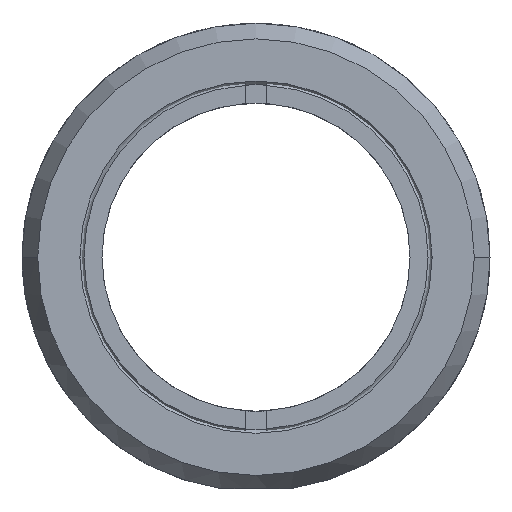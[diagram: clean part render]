
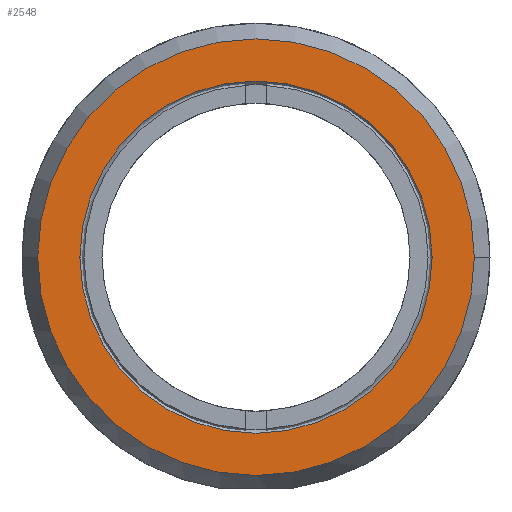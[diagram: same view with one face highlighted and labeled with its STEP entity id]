
A CAD part, top view. The second image highlights one B-rep face of the part: STEP entity #2548.
In plain terms, the highlighted planar face has unit normal (0, 0, 1).
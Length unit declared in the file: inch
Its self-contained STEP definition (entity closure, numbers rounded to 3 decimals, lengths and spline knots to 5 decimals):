
#148 = DIRECTION ( 'NONE',  ( 1., 0., 0. ) ) ;
#151 = DIRECTION ( 'NONE',  ( 0., 0., -1. ) ) ;
#153 = CARTESIAN_POINT ( 'NONE',  ( 173.8924, 221.70437, 0.5625 ) ) ;
#495 = DIRECTION ( 'NONE',  ( 1., 0., 0. ) ) ;
#496 = DIRECTION ( 'NONE',  ( 0., 0., 1. ) ) ;
#500 = CARTESIAN_POINT ( 'NONE',  ( 173.8924, 221.70437, 0.5625 ) ) ;
#501 = PLANE ( 'NONE',  #1630 ) ;
#771 = EDGE_LOOP ( 'NONE', ( #1415, #1413 ) ) ;
#772 = EDGE_LOOP ( 'NONE', ( #1411, #1412 ) ) ;
#990 = CIRCLE ( 'NONE', #1064, 1.28262 ) ;
#994 = AXIS2_PLACEMENT_3D ( 'NONE', #1755, #1764, #1760 ) ;
#1003 = CIRCLE ( 'NONE', #994, 1.035 ) ;
#1064 = AXIS2_PLACEMENT_3D ( 'NONE', #2005, #1771, #1960 ) ;
#1320 = VERTEX_POINT ( 'NONE', #2375 ) ;
#1323 = VERTEX_POINT ( 'NONE', #2372 ) ;
#1375 = FACE_OUTER_BOUND ( 'NONE', #772, .T. ) ;
#1380 = FACE_BOUND ( 'NONE', #771, .T. ) ;
#1411 = ORIENTED_EDGE ( 'NONE', *, *, #2629, .T. ) ;
#1412 = ORIENTED_EDGE ( 'NONE', *, *, #2450, .T. ) ;
#1413 = ORIENTED_EDGE ( 'NONE', *, *, #2538, .T. ) ;
#1415 = ORIENTED_EDGE ( 'NONE', *, *, #2657, .T. ) ;
#1429 = VERTEX_POINT ( 'NONE', #2356 ) ;
#1430 = VERTEX_POINT ( 'NONE', #2353 ) ;
#1547 = AXIS2_PLACEMENT_3D ( 'NONE', #153, #151, #148 ) ;
#1625 = AXIS2_PLACEMENT_3D ( 'NONE', #2232, #2231, #2230 ) ;
#1630 = AXIS2_PLACEMENT_3D ( 'NONE', #500, #496, #495 ) ;
#1632 = CIRCLE ( 'NONE', #1625, 1.28262 ) ;
#1661 = CIRCLE ( 'NONE', #1547, 1.035 ) ;
#1755 = CARTESIAN_POINT ( 'NONE',  ( 173.8924, 221.70437, 0.5625 ) ) ;
#1760 = DIRECTION ( 'NONE',  ( 1., 0., 0. ) ) ;
#1764 = DIRECTION ( 'NONE',  ( 0., 0., -1. ) ) ;
#1771 = DIRECTION ( 'NONE',  ( 0., 0., 1. ) ) ;
#1960 = DIRECTION ( 'NONE',  ( 0., 1., 0. ) ) ;
#2005 = CARTESIAN_POINT ( 'NONE',  ( 173.8924, 221.70437, 0.5625 ) ) ;
#2230 = DIRECTION ( 'NONE',  ( 0., 1., 0. ) ) ;
#2231 = DIRECTION ( 'NONE',  ( 0., 0., 1. ) ) ;
#2232 = CARTESIAN_POINT ( 'NONE',  ( 173.8924, 221.70437, 0.5625 ) ) ;
#2353 = CARTESIAN_POINT ( 'NONE',  ( 172.60978, 221.70437, 0.5625 ) ) ;
#2356 = CARTESIAN_POINT ( 'NONE',  ( 175.17503, 221.70437, 0.5625 ) ) ;
#2372 = CARTESIAN_POINT ( 'NONE',  ( 172.8574, 221.70437, 0.5625 ) ) ;
#2375 = CARTESIAN_POINT ( 'NONE',  ( 174.9274, 221.70437, 0.5625 ) ) ;
#2450 = EDGE_CURVE ( 'NONE', #1429, #1430, #1632, .T. ) ;
#2538 = EDGE_CURVE ( 'NONE', #1320, #1323, #1661, .T. ) ;
#2548 = ADVANCED_FACE ( 'NONE', ( #1380, #1375 ), #501, .T. ) ;
#2629 = EDGE_CURVE ( 'NONE', #1430, #1429, #990, .T. ) ;
#2657 = EDGE_CURVE ( 'NONE', #1323, #1320, #1003, .T. ) ;
